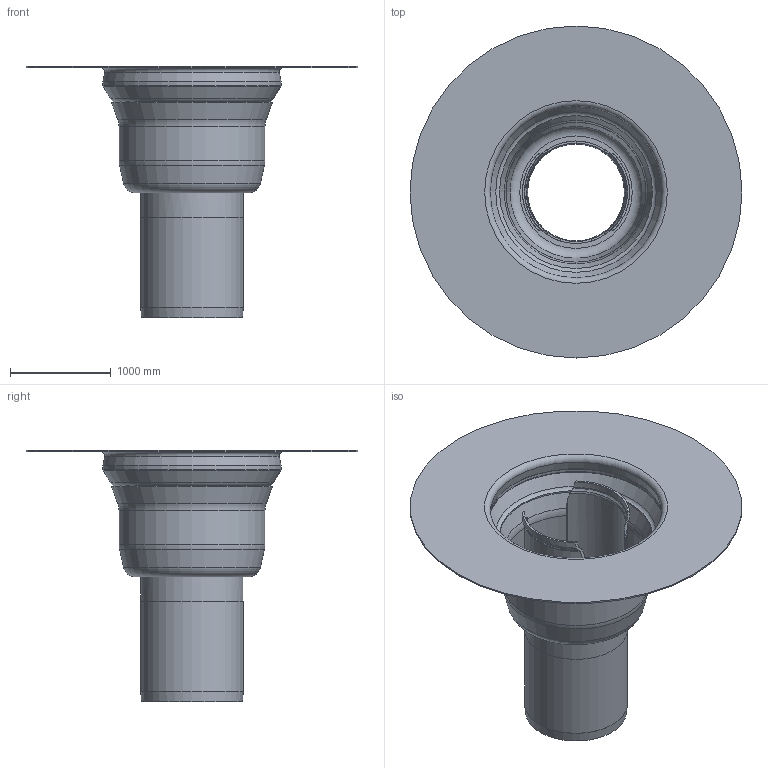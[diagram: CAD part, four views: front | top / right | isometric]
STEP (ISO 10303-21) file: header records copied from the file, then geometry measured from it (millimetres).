
FILE_DESCRIPTION(/* description */ (''),/* implementation_level */ '2;1');
FILE_NAME(/* name */ '16279.100X_3D.stp',/* time_stamp */ '2024-12-12T07:22:45+01:00',/* author */ ('CAD'),/* organization */ (''),/* preprocessor_version */ 'ST-DEVELOPER v20',/* originating_system */ 'AutoCAD Mechanical',/* authorisation */ '');
FILE_SCHEMA (('AUTOMOTIVE_DESIGN { 1 0 10303 214 3 1 1 }'));
Length unit declared in the file: centimetre
Products named in the file (2): Product; *S0
Assembly tree (1 placements, depth 2):
  Product
    *S0
Bounding box: 3300 x 3300 x 2500.04 mm (x, y, z)
Volume: 358075581.2 mm3; surface area: 38475147.5 mm2
Topology: 4 solids, 4 shells, 77 faces, 210 edges, 140 vertices
Faces by surface type: torus 24, plane 22, cone 16, cylinder 15
Full cylindrical faces by diameter (mm): 980 x2, 1020 x3, 1400 x1, 1450 x1, 1520 x1, 1740 x1, 1770 x1, 3300 x1
Entity records: 2666 total; most frequent: CARTESIAN_POINT 558, DIRECTION 480, ORIENTED_EDGE 418, AXIS2_PLACEMENT_3D 214, EDGE_CURVE 209, VERTEX_POINT 138, CIRCLE 114, EDGE_LOOP 83
